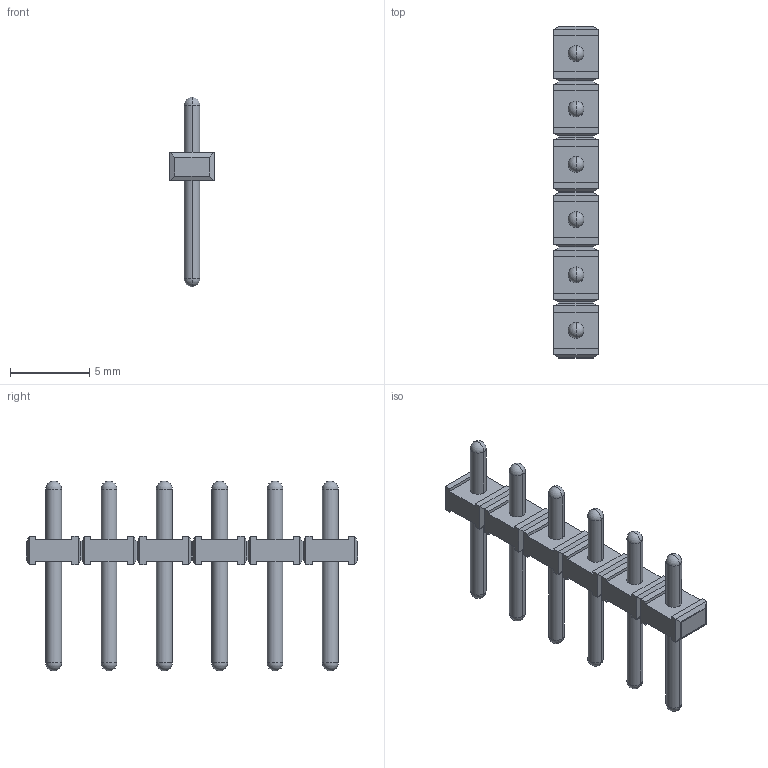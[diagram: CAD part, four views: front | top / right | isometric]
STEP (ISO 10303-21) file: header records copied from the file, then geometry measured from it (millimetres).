
FILE_DESCRIPTION((''),'2;1');
FILE_NAME('1111','2024-09-29T11:51:02',('tluser'),(''),'CREO PARAMETRIC BY PTC INC, 2018100','CREO PARAMETRIC BY PTC INC, 2018100','');
FILE_SCHEMA(('CONFIG_CONTROL_DESIGN'));
Length unit declared in the file: millimetre
Products named in the file (1): 1111
Bounding box: 2.8 x 21 x 12 mm (x, y, z)
Volume: 135.1 mm3; surface area: 405.5 mm2
Topology: 1 solids, 1 shells, 198 faces, 468 edges, 260 vertices
Faces by surface type: plane 150, cylinder 24, sphere 24
Entity records: 5354 total; most frequent: DIRECTION 912, CARTESIAN_POINT 902, ORIENTED_EDGE 888, EDGE_CURVE 444, VECTOR 372, LINE 372, AXIS2_PLACEMENT_3D 270, VERTEX_POINT 260
